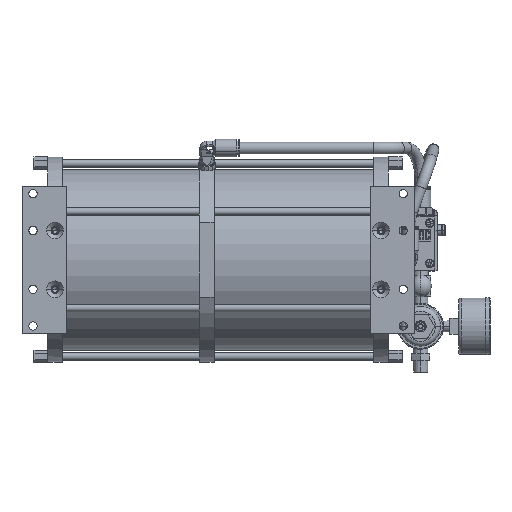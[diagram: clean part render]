
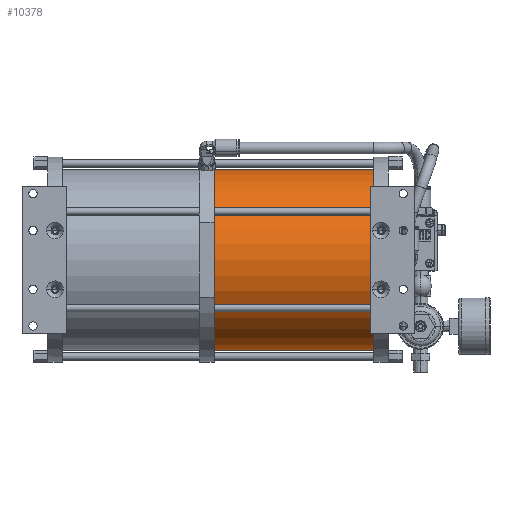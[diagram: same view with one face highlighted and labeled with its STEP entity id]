
A CAD part, front view. The second image highlights one B-rep face of the part: STEP entity #10378.
In plain terms, the highlighted cylindrical face has radius 77.889 mm (diameter 155.778 mm), a partial arc.
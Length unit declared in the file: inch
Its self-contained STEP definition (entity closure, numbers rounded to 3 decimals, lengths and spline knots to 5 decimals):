
#842=CARTESIAN_POINT('',(0.,3.5,-2.5));
#843=DIRECTION('',(-1.,0.,0.));
#844=DIRECTION('',(0.,0.,-1.));
#845=AXIS2_PLACEMENT_3D('',#842,#843,#844);
#1857=CARTESIAN_POINT('',(5.426,3.5,-2.5));
#1858=DIRECTION('',(-1.,0.,0.));
#1859=DIRECTION('',(0.,0.,-1.));
#1860=AXIS2_PLACEMENT_3D('',#1857,#1858,#1859);
#3797=DIRECTION('',(1.,0.,0.));
#3798=VECTOR('',#3797,5.426);
#3799=CARTESIAN_POINT('',(0.,3.5,0.5665));
#3800=LINE('',#3799,#3798);
#3801=DIRECTION('',(-1.,0.,0.));
#3802=VECTOR('',#3801,5.426);
#3803=CARTESIAN_POINT('',(5.426,3.5,-5.5665));
#3804=LINE('',#3803,#3802);
#4433=CARTESIAN_POINT('',(5.426,3.5,0.5665));
#4434=CARTESIAN_POINT('',(5.426,3.5,-5.5665));
#4435=VERTEX_POINT('',#4433);
#4436=VERTEX_POINT('',#4434);
#4663=CARTESIAN_POINT('',(0.,3.5,0.5665));
#4664=CARTESIAN_POINT('',(0.,3.5,-5.5665));
#4665=VERTEX_POINT('',#4663);
#4666=VERTEX_POINT('',#4664);
#10367=CARTESIAN_POINT('',(5.6377,3.5,-2.5));
#10368=DIRECTION('',(-1.,0.,0.));
#10369=DIRECTION('',(0.,0.,1.));
#10370=AXIS2_PLACEMENT_3D('',#10367,#10368,#10369);
#10371=CYLINDRICAL_SURFACE('',#10370,3.0665);
#10372=ORIENTED_EDGE('',*,*,#10358,.T.);
#10373=ORIENTED_EDGE('',*,*,#7622,.F.);
#10374=ORIENTED_EDGE('',*,*,#10361,.T.);
#10375=ORIENTED_EDGE('',*,*,#6404,.T.);
#10376=EDGE_LOOP('',(#10372,#10373,#10374,#10375));
#10377=FACE_OUTER_BOUND('',#10376,.F.);
#10378=ADVANCED_FACE('',(#10377),#10371,.T.);
#846=CIRCLE('',#845,3.0665);
#1861=CIRCLE('',#1860,3.0665);
#6404=EDGE_CURVE('',#4666,#4665,#846,.T.);
#7622=EDGE_CURVE('',#4436,#4435,#1861,.T.);
#10358=EDGE_CURVE('',#4665,#4435,#3800,.T.);
#10361=EDGE_CURVE('',#4436,#4666,#3804,.T.);
